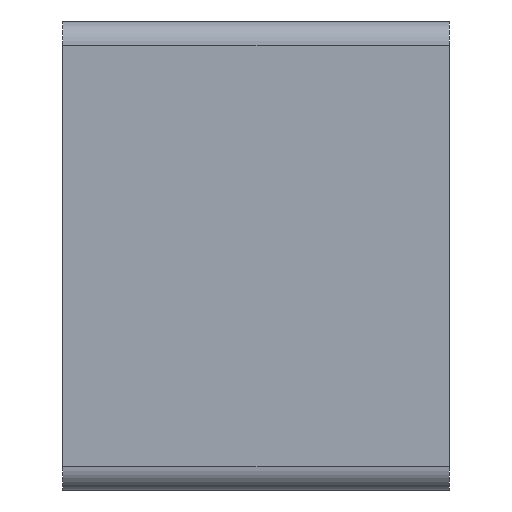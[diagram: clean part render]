
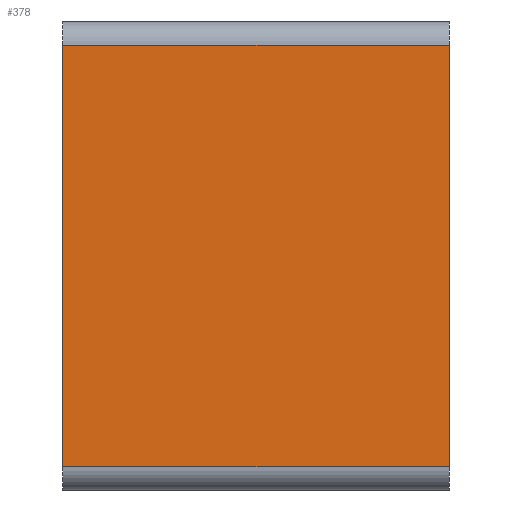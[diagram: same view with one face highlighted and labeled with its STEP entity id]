
A CAD part, left-side view. The second image highlights one B-rep face of the part: STEP entity #378.
In plain terms, the highlighted planar face has unit normal (-1, 0, 0).
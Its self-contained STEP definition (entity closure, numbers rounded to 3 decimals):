
#224=CARTESIAN_POINT('',(-70.25,-3.0,54.5));
#225=VERTEX_POINT('',#224);
#233=CARTESIAN_POINT('',(-70.25,-3.0,-54.5));
#234=VERTEX_POINT('',#233);
#235=CARTESIAN_POINT('',(-70.25,-3.0,54.5));
#236=DIRECTION('',(0.0,0.0,-1.0));
#237=VECTOR('',#236,109.);
#238=LINE('',#235,#237);
#239=EDGE_CURVE('',#225,#234,#238,.T.);
#336=CARTESIAN_POINT('',(-70.25,97.0,54.5));
#337=VERTEX_POINT('',#336);
#345=CARTESIAN_POINT('',(-70.25,-3.0,54.5));
#346=DIRECTION('',(0.0,1.0,0.0));
#347=VECTOR('',#346,100.0);
#348=LINE('',#345,#347);
#349=EDGE_CURVE('',#225,#337,#348,.T.);
#355=CARTESIAN_POINT('',(-70.25,0.0,-54.5));
#356=DIRECTION('',(-1.0,0.0,0.0));
#357=DIRECTION('',(0.0,0.0,1.0));
#358=AXIS2_PLACEMENT_3D('',#355,#356,#357);
#359=PLANE('',#358);
#360=ORIENTED_EDGE('',*,*,#349,.T.);
#361=CARTESIAN_POINT('',(-70.25,97.0,-54.5));
#362=VERTEX_POINT('',#361);
#363=CARTESIAN_POINT('',(-70.25,97.0,-54.5));
#364=DIRECTION('',(0.0,0.0,1.0));
#365=VECTOR('',#364,109.);
#366=LINE('',#363,#365);
#367=EDGE_CURVE('',#362,#337,#366,.T.);
#368=ORIENTED_EDGE('',*,*,#367,.F.);
#369=CARTESIAN_POINT('',(-70.25,-3.0,-54.5));
#370=DIRECTION('',(0.0,1.0,0.0));
#371=VECTOR('',#370,100.0);
#372=LINE('',#369,#371);
#373=EDGE_CURVE('',#234,#362,#372,.T.);
#374=ORIENTED_EDGE('',*,*,#373,.F.);
#375=ORIENTED_EDGE('',*,*,#239,.F.);
#376=EDGE_LOOP('',(#360,#368,#374,#375));
#377=FACE_OUTER_BOUND('',#376,.T.);
#378=ADVANCED_FACE('',(#377),#359,.T.);
